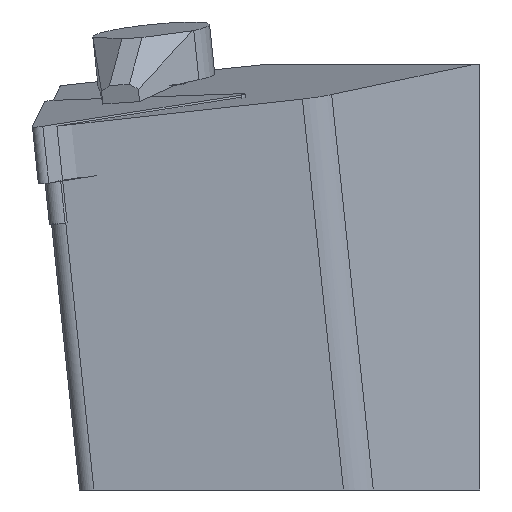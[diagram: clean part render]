
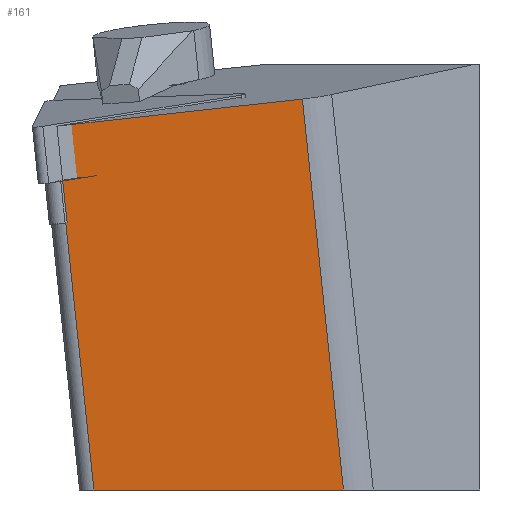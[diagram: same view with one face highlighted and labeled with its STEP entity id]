
A CAD part, left-side view. The second image highlights one B-rep face of the part: STEP entity #161.
In plain terms, the highlighted planar face has unit normal (-0.993, -0.063, -0.098).
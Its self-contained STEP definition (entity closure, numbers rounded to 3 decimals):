
#161=ADVANCED_FACE('',(#244),#208,.F.);
#208=PLANE('',#997);
#244=FACE_OUTER_BOUND('',#293,.T.);
#293=EDGE_LOOP('',(#412,#413,#414,#415,#416,#417,#418));
#412=ORIENTED_EDGE('',*,*,#711,.F.);
#413=ORIENTED_EDGE('',*,*,#685,.F.);
#414=ORIENTED_EDGE('',*,*,#691,.F.);
#415=ORIENTED_EDGE('',*,*,#712,.T.);
#416=ORIENTED_EDGE('',*,*,#670,.F.);
#417=ORIENTED_EDGE('',*,*,#713,.T.);
#418=ORIENTED_EDGE('',*,*,#714,.T.);
#585=VERTEX_POINT('',#1319);
#586=VERTEX_POINT('',#1321);
#597=VERTEX_POINT('',#1347);
#598=VERTEX_POINT('',#1349);
#604=VERTEX_POINT('',#1363);
#614=VERTEX_POINT('',#1403);
#615=VERTEX_POINT('',#1406);
#670=EDGE_CURVE('',#585,#586,#793,.T.);
#685=EDGE_CURVE('',#598,#597,#803,.T.);
#691=EDGE_CURVE('',#604,#598,#808,.T.);
#711=EDGE_CURVE('',#597,#614,#828,.T.);
#712=EDGE_CURVE('',#604,#586,#829,.T.);
#713=EDGE_CURVE('',#585,#615,#830,.T.);
#714=EDGE_CURVE('',#615,#614,#831,.T.);
#793=LINE('',#1320,#888);
#803=LINE('',#1350,#898);
#808=LINE('',#1364,#903);
#828=LINE('',#1402,#923);
#829=LINE('',#1404,#924);
#830=LINE('',#1405,#925);
#831=LINE('',#1407,#926);
#888=VECTOR('',#1070,1.);
#898=VECTOR('',#1094,1.);
#903=VECTOR('',#1105,1.);
#923=VECTOR('',#1143,1.);
#924=VECTOR('',#1144,1.);
#925=VECTOR('',#1145,1.);
#926=VECTOR('',#1146,1.);
#997=AXIS2_PLACEMENT_3D('',#1408,#1147,#1148);
#1070=DIRECTION('',(0.052,-0.993,0.11));
#1094=DIRECTION('',(-0.105,0.104,0.989));
#1105=DIRECTION('',(-0.063,0.998,0.));
#1143=DIRECTION('',(0.052,-0.993,0.11));
#1144=DIRECTION('',(-0.105,0.104,0.989));
#1145=DIRECTION('',(0.105,-0.104,-0.989));
#1146=DIRECTION('',(0.105,-0.104,-0.989));
#1147=DIRECTION('',(0.993,0.063,0.098));
#1148=DIRECTION('',(0.099,0.,-0.995));
#1319=CARTESIAN_POINT('',(2.116,46.715,0.213));
#1320=CARTESIAN_POINT('',(2.108,46.858,0.197));
#1321=CARTESIAN_POINT('',(3.538,19.589,3.214));
#1347=CARTESIAN_POINT('',(3.238,45.734,-10.495));
#1349=CARTESIAN_POINT('',(6.356,42.633,-40.));
#1350=CARTESIAN_POINT('',(7.303,41.691,-48.96));
#1363=CARTESIAN_POINT('',(8.105,15.047,-40.));
#1364=CARTESIAN_POINT('',(6.419,41.635,-40.));
#1402=CARTESIAN_POINT('',(3.238,45.734,-10.495));
#1403=CARTESIAN_POINT('',(3.246,45.592,-10.479));
#1404=CARTESIAN_POINT('',(8.733,14.422,-45.943));
#1405=CARTESIAN_POINT('',(-8.251,57.026,98.308));
#1406=CARTESIAN_POINT('',(2.748,46.086,-5.771));
#1407=CARTESIAN_POINT('',(-8.251,57.026,98.308));
#1408=CARTESIAN_POINT('',(7.303,41.691,-48.96));
